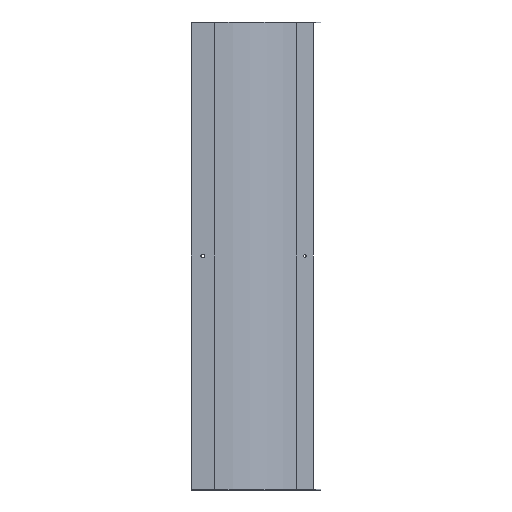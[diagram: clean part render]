
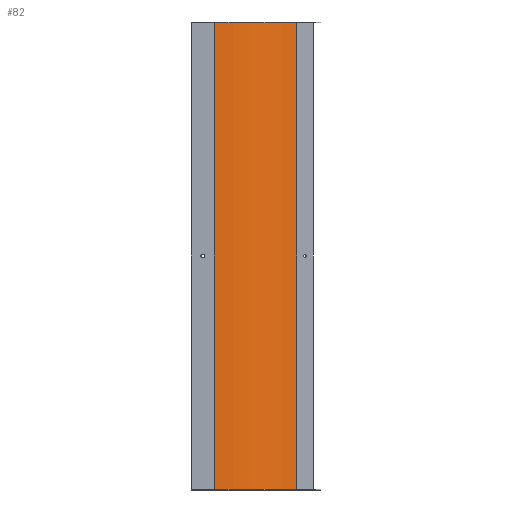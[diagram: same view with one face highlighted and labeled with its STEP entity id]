
A CAD part, front view. The second image highlights one B-rep face of the part: STEP entity #82.
In plain terms, the highlighted cylindrical face has radius 150 mm (diameter 300 mm), a partial arc.
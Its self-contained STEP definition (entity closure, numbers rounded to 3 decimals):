
#4 = DIRECTION ( 'NONE',  ( 0., 0., 1. ) ) ;
#22 = CARTESIAN_POINT ( 'NONE',  ( 29.792, 14., -601.2 ) ) ;
#28 = DIRECTION ( 'NONE',  ( 0., 0., 1. ) ) ;
#29 = CARTESIAN_POINT ( 'NONE',  ( 135.858, 57.934, -601.2 ) ) ;
#55 = DIRECTION ( 'NONE',  ( 1., 0., 0. ) ) ;
#57 = DIRECTION ( 'NONE',  ( 0., 0., -1. ) ) ;
#58 = CARTESIAN_POINT ( 'NONE',  ( 29.792, 164., 0. ) ) ;
#60 = DIRECTION ( 'NONE',  ( 1., 0., 0. ) ) ;
#61 = DIRECTION ( 'NONE',  ( 0., 0., -1. ) ) ;
#62 = CARTESIAN_POINT ( 'NONE',  ( 29.792, 164., -600.4 ) ) ;
#82 = ADVANCED_FACE ( 'NONE', ( #291 ), #284, .T. ) ;
#241 = VECTOR ( 'NONE', #28, 1000. ) ;
#244 = LINE ( 'NONE', #29, #241 ) ;
#256 = CIRCLE ( 'NONE', #502, 150. ) ;
#257 = VECTOR ( 'NONE', #4, 1000. ) ;
#259 = LINE ( 'NONE', #22, #257 ) ;
#264 = CIRCLE ( 'NONE', #503, 150. ) ;
#284 = CYLINDRICAL_SURFACE ( 'NONE', #513, 150. ) ;
#291 = FACE_OUTER_BOUND ( 'NONE', #335, .T. ) ;
#335 = EDGE_LOOP ( 'NONE', ( #376, #377, #378, #379 ) ) ;
#347 = VERTEX_POINT ( 'NONE', #640 ) ;
#351 = VERTEX_POINT ( 'NONE', #636 ) ;
#354 = VERTEX_POINT ( 'NONE', #633 ) ;
#365 = VERTEX_POINT ( 'NONE', #619 ) ;
#376 = ORIENTED_EDGE ( 'NONE', *, *, #535, .F. ) ;
#377 = ORIENTED_EDGE ( 'NONE', *, *, #536, .F. ) ;
#378 = ORIENTED_EDGE ( 'NONE', *, *, #545, .T. ) ;
#379 = ORIENTED_EDGE ( 'NONE', *, *, #537, .T. ) ;
#502 = AXIS2_PLACEMENT_3D ( 'NONE', #58, #57, #55 ) ;
#503 = AXIS2_PLACEMENT_3D ( 'NONE', #62, #61, #60 ) ;
#513 = AXIS2_PLACEMENT_3D ( 'NONE', #685, #687, #691 ) ;
#535 = EDGE_CURVE ( 'NONE', #347, #354, #259, .T. ) ;
#536 = EDGE_CURVE ( 'NONE', #351, #347, #264, .T. ) ;
#537 = EDGE_CURVE ( 'NONE', #365, #354, #256, .T. ) ;
#545 = EDGE_CURVE ( 'NONE', #351, #365, #244, .T. ) ;
#619 = CARTESIAN_POINT ( 'NONE',  ( 135.858, 57.934, 0. ) ) ;
#633 = CARTESIAN_POINT ( 'NONE',  ( 29.792, 14., 0. ) ) ;
#636 = CARTESIAN_POINT ( 'NONE',  ( 135.858, 57.934, -600.4 ) ) ;
#640 = CARTESIAN_POINT ( 'NONE',  ( 29.792, 14., -600.4 ) ) ;
#685 = CARTESIAN_POINT ( 'NONE',  ( 29.792, 164., -601.2 ) ) ;
#687 = DIRECTION ( 'NONE',  ( 0., 0., 1. ) ) ;
#691 = DIRECTION ( 'NONE',  ( 1., 0., 0. ) ) ;
